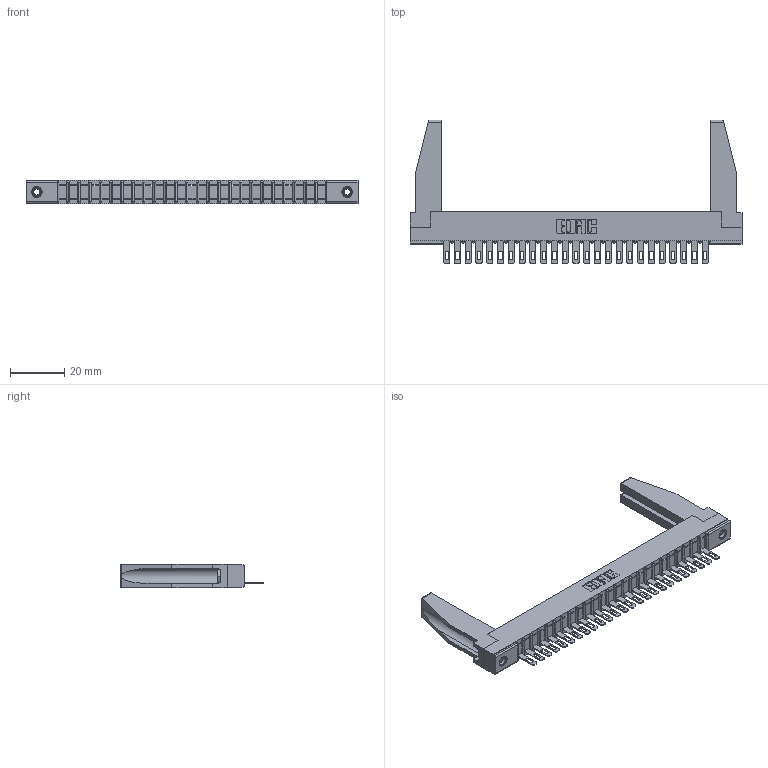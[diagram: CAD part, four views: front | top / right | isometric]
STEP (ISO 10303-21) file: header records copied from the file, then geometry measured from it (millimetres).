
FILE_DESCRIPTION (( 'STEP AP203' ), '1' );
FILE_NAME ('307-025-505-178.STEP', '2019-09-03T21:04:26', ( '' ), ( '' ), 'SwSTEP 2.0', 'SolidWorks 2016', '' );
FILE_SCHEMA (( 'CONFIG_CONTROL_DESIGN' ));
Length unit declared in the file: inch
Products named in the file (5): 307-290-001_505; 345-250-001_345-250-001-102; 307-220-078; 307-025-505-178; 307 Part_.156 Dia Mounting Holes
Assembly tree (30 placements, depth 2):
  307-025-505-178
    307 Part_.156 Dia Mounting Holes
    307-290-001_505  x25
    307-220-078  x2
    345-250-001_345-250-001-102  x2
Bounding box: 122.07 x 52.88 x 8.71 mm (x, y, z)
Volume: 11726.9 mm3; surface area: 16133.2 mm2
Topology: 30 solids, 30 shells, 1674 faces, 4703 edges, 3022 vertices
Faces by surface type: plane 1054, cylinder 552, sphere 52, cone 12, torus 4
Entity records: 25941 total; most frequent: CARTESIAN_POINT 4362, ORIENTED_EDGE 4304, DIRECTION 4210, EDGE_CURVE 2152, LINE 1646, VECTOR 1646, VERTEX_POINT 1392, AXIS2_PLACEMENT_3D 1282
